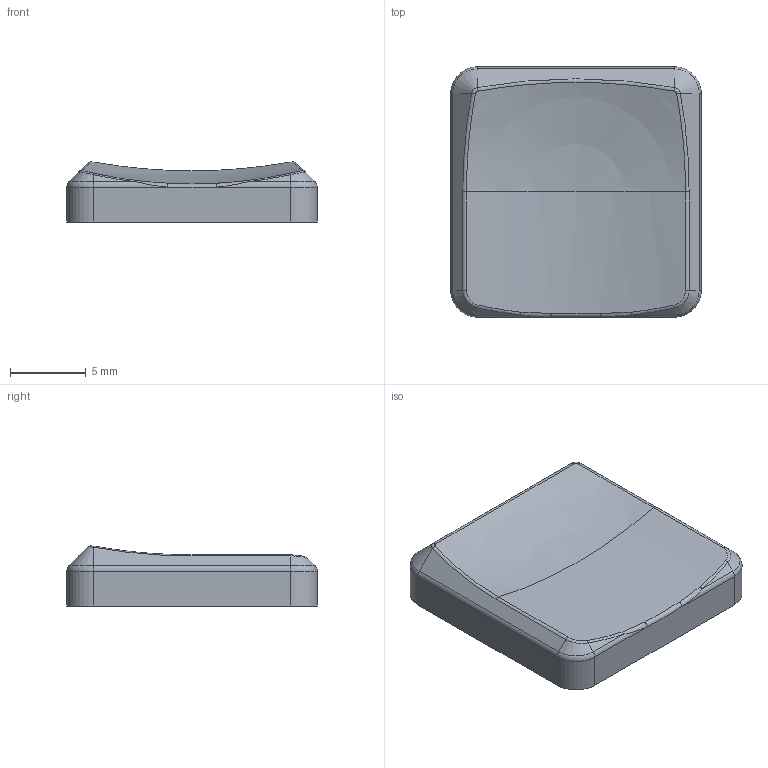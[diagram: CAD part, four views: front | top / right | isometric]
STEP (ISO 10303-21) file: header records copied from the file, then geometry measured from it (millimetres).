
FILE_DESCRIPTION(/* description */ ('STEP AP242','CAx-IF Rec.Pracs.---Representation and Presentation of Product Manufacturing Information (PMI)---4.0---2014-10-13','CAx-IF Rec.Pracs.---3D Tessellated Geometry---0.4---2014-09-14','2;1'),/* implementation_level */ '2;1');
FILE_NAME(/* name */ '6748cbedd693e459ab8cf0f9',/* time_stamp */ '2024-11-28T20:00:46Z',/* author */ (''),/* organization */ (''),/* preprocessor_version */ 'ST-DEVELOPER v20',/* originating_system */ 'ONSHAPE BY PTC INC, 1.190',/* authorisation */ ' ');
FILE_SCHEMA (('AP242_MANAGED_MODEL_BASED_3D_ENGINEERING_MIM_LF { 1 0 10303 442 1 1 4 }'));
Length unit declared in the file: metre
Products named in the file (1): Keycap
Bounding box: 16.5 x 16.5 x 3.96 mm (x, y, z)
Volume: 504.6 mm3; surface area: 807.7 mm2
Topology: 1 solids, 1 shells, 80 faces, 203 edges, 125 vertices
Faces by surface type: plane 47, cylinder 12, torus 8, bspline 8, cone 4, sphere 1
Entity records: 2448 total; most frequent: CARTESIAN_POINT 536, ORIENTED_EDGE 402, DIRECTION 382, EDGE_CURVE 201, LINE 142, VECTOR 142, VERTEX_POINT 124, AXIS2_PLACEMENT_3D 120
